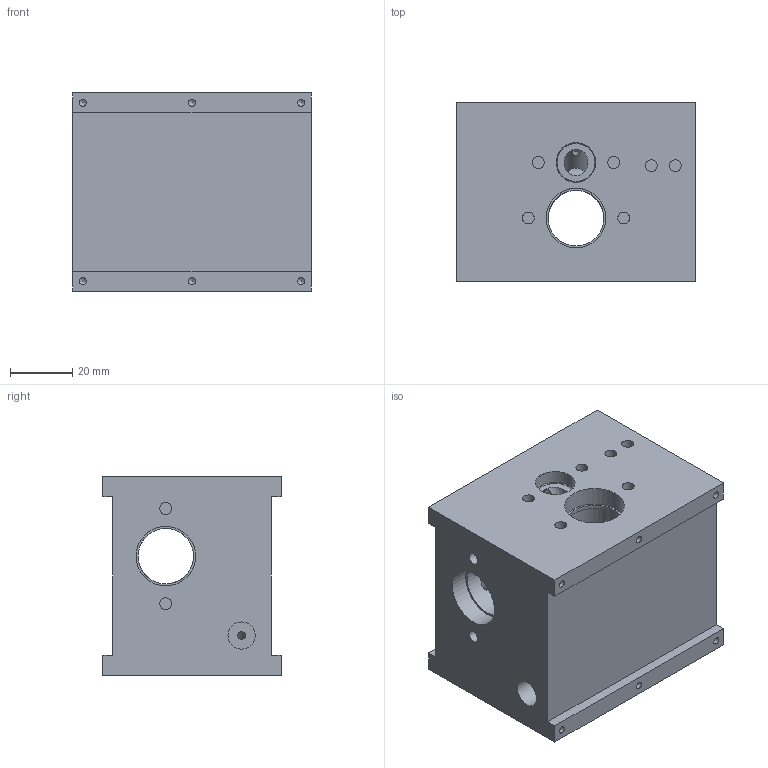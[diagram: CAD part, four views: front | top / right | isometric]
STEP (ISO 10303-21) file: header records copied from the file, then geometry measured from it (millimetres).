
FILE_DESCRIPTION(/* description */ (''),/* implementation_level */ '2;1');
FILE_NAME(/* name */ 'Chamber v23.step',/* time_stamp */ '2018-03-09T08:20:40-05:00',/* author */ ('mc78MSAS'),/* organization */ (''),/* preprocessor_version */ 'ST-DEVELOPER v16.13',/* originating_system */ 'Autodesk Translation Framework v6.5.0.72',/* authorisation */ '');
FILE_SCHEMA (('AUTOMOTIVE_DESIGN { 1 0 10303 214 3 1 1 }'));
Length unit declared in the file: inch
Products named in the file (1): Chamber
Bounding box: 76.2 x 57.15 x 63.5 mm (x, y, z)
Volume: 210487.3 mm3; surface area: 36608.3 mm2
Topology: 1 solids, 1 shells, 98 faces, 226 edges, 151 vertices
Faces by surface type: cylinder 46, plane 38, cone 13, torus 1
Full cylindrical faces by diameter (mm): 2.271 x12, 2.54 x5, 3.818 x12, 5.116 x3, 7.62 x1, 8.707 x3, 12.7 x1, 17.78 x2, 19.05 x4
Entity records: 3174 total; most frequent: CARTESIAN_POINT 852, DIRECTION 490, ORIENTED_EDGE 428, EDGE_CURVE 214, AXIS2_PLACEMENT_3D 198, VERTEX_POINT 151, EDGE_LOOP 149, FACE_OUTER_BOUND 98
